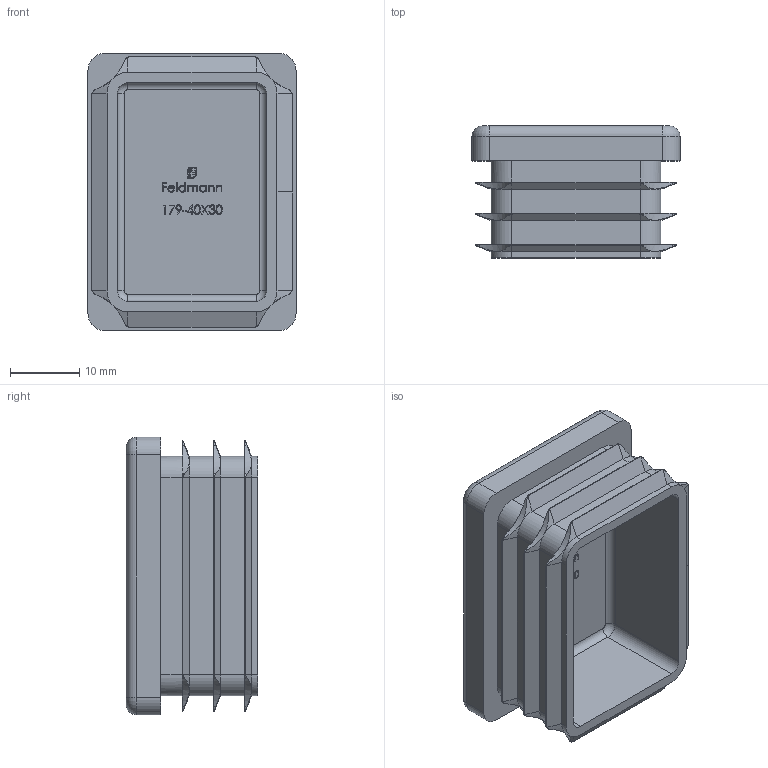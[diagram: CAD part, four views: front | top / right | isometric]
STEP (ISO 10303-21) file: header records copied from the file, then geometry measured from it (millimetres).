
FILE_DESCRIPTION (( 'STEP AP203' ), '1' );
FILE_NAME ('179-40X30.step', '2021-01-25T13:14:12', ( '' ), ( '' ), 'SwSTEP 2.0', 'SolidWorks 2018', '' );
FILE_SCHEMA (( 'CONFIG_CONTROL_DESIGN' ));
Length unit declared in the file: millimetre
Products named in the file (2): 179-40X30
Bounding box: 30 x 19 x 40 mm (x, y, z)
Volume: 8575.5 mm3; surface area: 7120.5 mm2
Topology: 1 solids, 1 shells, 452 faces, 1199 edges, 776 vertices
Faces by surface type: plane 228, bspline 109, cylinder 83, cone 24, torus 8
Entity records: 19559 total; most frequent: CARTESIAN_POINT 9066, ORIENTED_EDGE 2398, DIRECTION 1722, EDGE_CURVE 1199, VERTEX_POINT 776, LINE 690, VECTOR 690, AXIS2_PLACEMENT_3D 516
